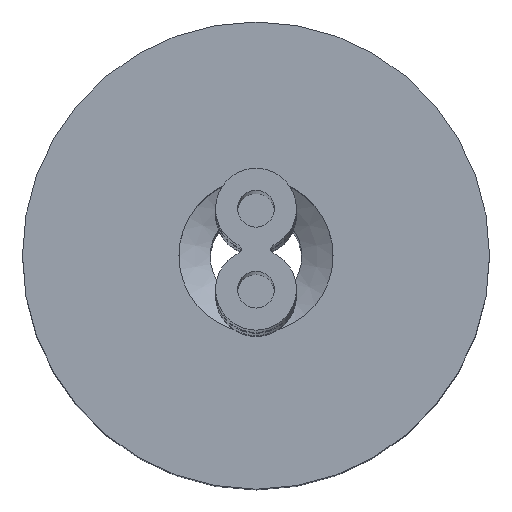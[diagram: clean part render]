
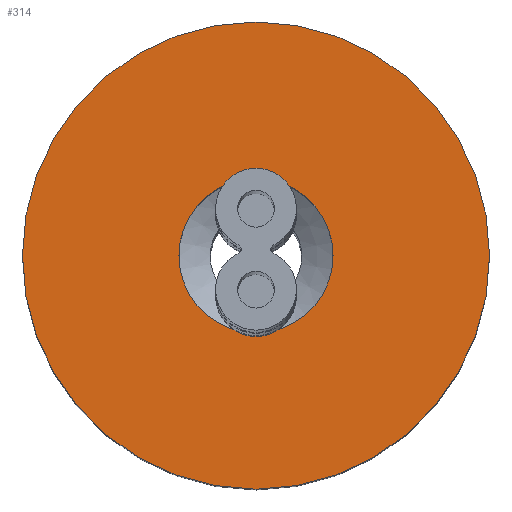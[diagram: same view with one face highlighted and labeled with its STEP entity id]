
A CAD part, top view. The second image highlights one B-rep face of the part: STEP entity #314.
In plain terms, the highlighted planar face has unit normal (0, 0, 1).
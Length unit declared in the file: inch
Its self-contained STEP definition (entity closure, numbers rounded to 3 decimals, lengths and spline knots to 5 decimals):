
#75=CARTESIAN_POINT('',(0.,0.,0.98759));
#76=DIRECTION('',(0.,0.,1.));
#77=DIRECTION('',(0.,1.,0.));
#78=AXIS2_PLACEMENT_3D('',#75,#76,#77);
#84=CARTESIAN_POINT('',(0.,0.,0.98759));
#85=DIRECTION('',(0.,0.,-1.));
#86=DIRECTION('',(0.,1.,0.));
#87=AXIS2_PLACEMENT_3D('',#84,#85,#86);
#93=CARTESIAN_POINT('',(0.,0.,0.98759));
#94=DIRECTION('',(0.,0.,1.));
#95=DIRECTION('',(0.,1.,0.));
#96=AXIS2_PLACEMENT_3D('',#93,#94,#95);
#98=CARTESIAN_POINT('',(0.,0.,0.98759));
#99=DIRECTION('',(0.,0.,-1.));
#100=DIRECTION('',(0.,1.,0.));
#101=AXIS2_PLACEMENT_3D('',#98,#99,#100);
#122=CARTESIAN_POINT('',(0.,0.25,0.98759));
#124=VERTEX_POINT('',#122);
#125=CARTESIAN_POINT('',(0.,0.0825,0.98759));
#127=VERTEX_POINT('',#125);
#138=CARTESIAN_POINT('',(0.,-0.25,0.98759));
#140=VERTEX_POINT('',#138);
#141=CARTESIAN_POINT('',(0.,-0.0825,0.98759));
#143=VERTEX_POINT('',#141);
#299=CARTESIAN_POINT('',(0.,0.,0.98759));
#300=DIRECTION('',(0.,0.,1.));
#301=DIRECTION('',(0.,1.,0.));
#302=AXIS2_PLACEMENT_3D('',#299,#300,#301);
#303=PLANE('',#302);
#305=ORIENTED_EDGE('',*,*,#304,.F.);
#307=ORIENTED_EDGE('',*,*,#306,.T.);
#308=EDGE_LOOP('',(#305,#307));
#309=FACE_OUTER_BOUND('',#308,.F.);
#310=ORIENTED_EDGE('',*,*,#292,.F.);
#311=ORIENTED_EDGE('',*,*,#281,.T.);
#312=EDGE_LOOP('',(#310,#311));
#313=FACE_BOUND('',#312,.F.);
#314=ADVANCED_FACE('',(#309,#313),#303,.T.);
#79=CIRCLE('',#78,0.0825);
#88=CIRCLE('',#87,0.0825);
#97=CIRCLE('',#96,0.25);
#102=CIRCLE('',#101,0.25);
#281=EDGE_CURVE('',#127,#143,#79,.T.);
#292=EDGE_CURVE('',#127,#143,#88,.T.);
#304=EDGE_CURVE('',#124,#140,#97,.T.);
#306=EDGE_CURVE('',#124,#140,#102,.T.);
